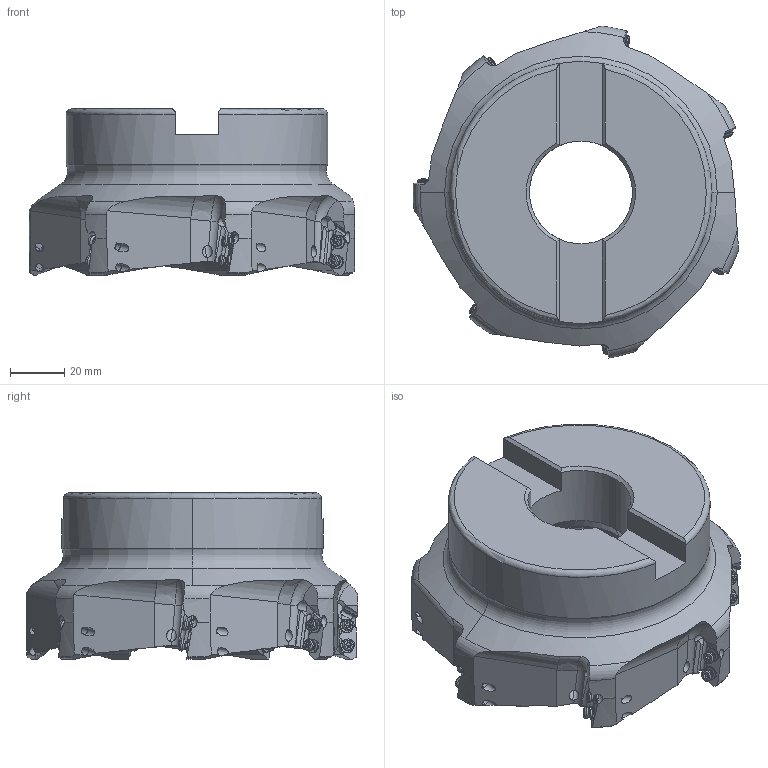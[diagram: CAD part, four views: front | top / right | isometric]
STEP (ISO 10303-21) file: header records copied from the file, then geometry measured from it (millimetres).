
FILE_DESCRIPTION(/* description */ (''),/* implementation_level */ '2;1');
FILE_NAME(/* name */ 'AXD4000UR0507EA.stp',/* time_stamp */ '2019-03-25T17:15:29+09:00',/* author */ (''),/* organization */ (''),/* preprocessor_version */ 'ST-DEVELOPER v16',/* originating_system */ 'SIEMENS PLM Software NX 10.0',/* authorisation */ '');
FILE_SCHEMA (('AUTOMOTIVE_DESIGN { 1 0 10303 214 3 1 1 1 }'));
Length unit declared in the file: millimetre
Products named in the file (1): AXD4000UR0507EA_ASM
Bounding box: 120.48 x 122.81 x 61.49 mm (x, y, z)
Volume: 387480.7 mm3; surface area: 52340.9 mm2
Topology: 15 solids, 15 shells, 953 faces, 3031 edges, 2080 vertices
Faces by surface type: cylinder 472, plane 217, cone 159, torus 77, sphere 28
Entity records: 43664 total; most frequent: CARTESIAN_POINT 16536, ORIENTED_EDGE 6006, DIRECTION 5553, EDGE_CURVE 3003, AXIS2_PLACEMENT_3D 2354, VERTEX_POINT 2080, CIRCLE 1205, EDGE_LOOP 997
